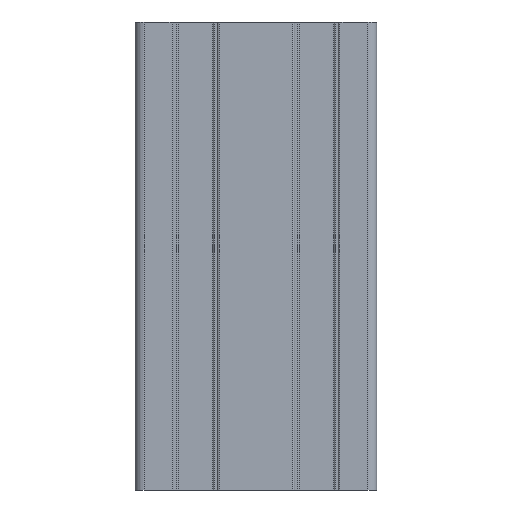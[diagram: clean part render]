
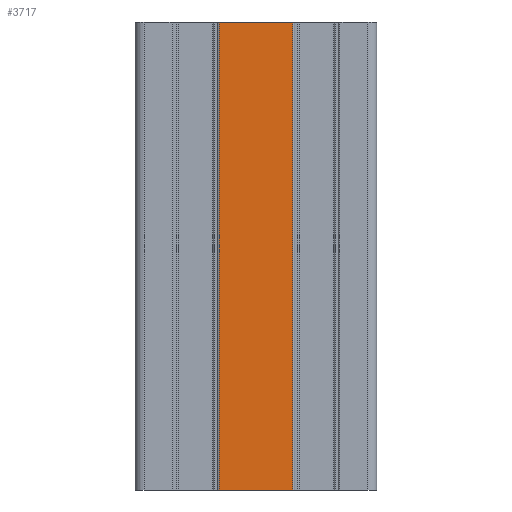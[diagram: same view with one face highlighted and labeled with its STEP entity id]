
A CAD part, front view. The second image highlights one B-rep face of the part: STEP entity #3717.
In plain terms, the highlighted planar face has unit normal (0, -1, 0).
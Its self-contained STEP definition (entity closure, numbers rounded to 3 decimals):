
#48 = CARTESIAN_POINT ( 'NONE',  ( 6.1, -10., 38.75 ) ) ;
#267 = VECTOR ( 'NONE', #1670, 1000. ) ;
#384 = EDGE_CURVE ( 'NONE', #2230, #692, #2470, .T. ) ;
#386 = VERTEX_POINT ( 'NONE', #4245 ) ;
#520 = EDGE_CURVE ( 'NONE', #2552, #386, #4940, .T. ) ;
#611 = DIRECTION ( 'NONE',  ( 0., 0., 1. ) ) ;
#637 = VECTOR ( 'NONE', #3016, 1000. ) ;
#650 = CARTESIAN_POINT ( 'NONE',  ( -6.4, -10., 38.75 ) ) ;
#692 = VERTEX_POINT ( 'NONE', #4325 ) ;
#749 = CARTESIAN_POINT ( 'NONE',  ( -6.1, -10., 38.75 ) ) ;
#1055 = DIRECTION ( 'NONE',  ( 0., 1., 0. ) ) ;
#1396 = EDGE_CURVE ( 'NONE', #692, #2552, #3283, .T. ) ;
#1454 = VECTOR ( 'NONE', #4281, 1000. ) ;
#1551 = ORIENTED_EDGE ( 'NONE', *, *, #520, .T. ) ;
#1670 = DIRECTION ( 'NONE',  ( 0., 0., -1. ) ) ;
#1846 = EDGE_LOOP ( 'NONE', ( #3020, #3118, #4621, #1551 ) ) ;
#2104 = CARTESIAN_POINT ( 'NONE',  ( -6.1, -10., 38.75 ) ) ;
#2115 = CARTESIAN_POINT ( 'NONE',  ( -6.4, -10., -38.75 ) ) ;
#2230 = VERTEX_POINT ( 'NONE', #749 ) ;
#2277 = PLANE ( 'NONE',  #4509 ) ;
#2452 = DIRECTION ( 'NONE',  ( 1., 0., 0. ) ) ;
#2470 = LINE ( 'NONE', #2104, #267 ) ;
#2552 = VERTEX_POINT ( 'NONE', #4125 ) ;
#2975 = LINE ( 'NONE', #4701, #1454 ) ;
#3016 = DIRECTION ( 'NONE',  ( 0., 0., 1. ) ) ;
#3020 = ORIENTED_EDGE ( 'NONE', *, *, #3193, .F. ) ;
#3118 = ORIENTED_EDGE ( 'NONE', *, *, #384, .T. ) ;
#3193 = EDGE_CURVE ( 'NONE', #2230, #386, #2975, .T. ) ;
#3283 = LINE ( 'NONE', #2115, #4475 ) ;
#3717 = ADVANCED_FACE ( 'NONE', ( #4881 ), #2277, .F. ) ;
#4125 = CARTESIAN_POINT ( 'NONE',  ( 6.1, -10., -38.75 ) ) ;
#4245 = CARTESIAN_POINT ( 'NONE',  ( 6.1, -10., 38.75 ) ) ;
#4281 = DIRECTION ( 'NONE',  ( 1., 0., 0. ) ) ;
#4325 = CARTESIAN_POINT ( 'NONE',  ( -6.1, -10., -38.75 ) ) ;
#4475 = VECTOR ( 'NONE', #2452, 1000. ) ;
#4509 = AXIS2_PLACEMENT_3D ( 'NONE', #650, #1055, #611 ) ;
#4621 = ORIENTED_EDGE ( 'NONE', *, *, #1396, .T. ) ;
#4701 = CARTESIAN_POINT ( 'NONE',  ( -6.4, -10., 38.75 ) ) ;
#4881 = FACE_OUTER_BOUND ( 'NONE', #1846, .T. ) ;
#4940 = LINE ( 'NONE', #48, #637 ) ;
